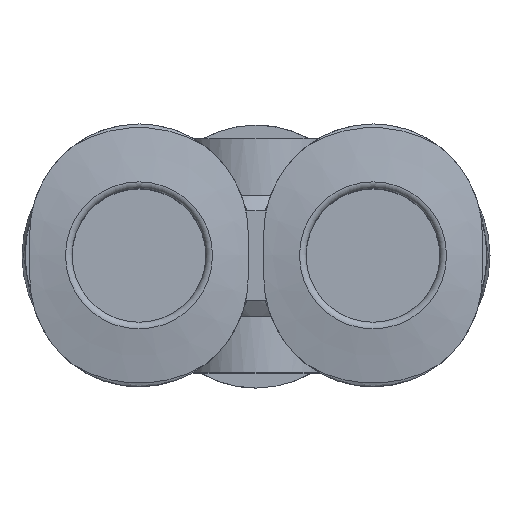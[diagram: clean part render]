
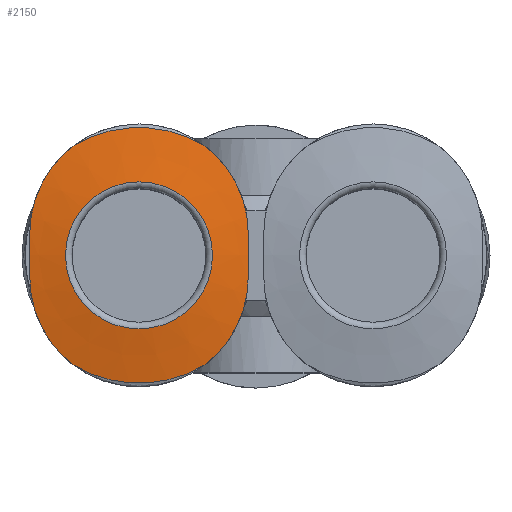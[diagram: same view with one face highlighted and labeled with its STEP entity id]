
A CAD part, top view. The second image highlights one B-rep face of the part: STEP entity #2150.
In plain terms, the highlighted conical face has half-angle 80 degrees and reference radius 3.3 mm.
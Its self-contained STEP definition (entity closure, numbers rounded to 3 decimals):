
#48=CONICAL_SURFACE('',#2338,3.3,1.396);
#154=B_SPLINE_CURVE_WITH_KNOTS('',3,(#3371,#3372,#3373,#3374),
 .UNSPECIFIED.,.F.,.F.,(4,4),(0.002,0.004),
 .UNSPECIFIED.);
#155=B_SPLINE_CURVE_WITH_KNOTS('',3,(#3380,#3381,#3382,#3383),
 .UNSPECIFIED.,.F.,.F.,(4,4),(0.,0.005),
 .UNSPECIFIED.);
#156=B_SPLINE_CURVE_WITH_KNOTS('',3,(#3387,#3388,#3389,#3390),
 .UNSPECIFIED.,.F.,.F.,(4,4),(0.,0.005),
 .UNSPECIFIED.);
#159=B_SPLINE_CURVE_WITH_KNOTS('',3,(#3402,#3403,#3404,#3405),
 .UNSPECIFIED.,.F.,.F.,(4,4),(0.002,0.004),
 .UNSPECIFIED.);
#160=B_SPLINE_CURVE_WITH_KNOTS('',3,(#3409,#3410,#3411,#3412),
 .UNSPECIFIED.,.F.,.F.,(4,4),(0.,0.005),
 .UNSPECIFIED.);
#163=B_SPLINE_CURVE_WITH_KNOTS('',3,(#3424,#3425,#3426,#3427),
 .UNSPECIFIED.,.F.,.F.,(4,4),(0.,0.005),
 .UNSPECIFIED.);
#593=ORIENTED_EDGE('',*,*,#814,.F.);
#594=ORIENTED_EDGE('',*,*,#802,.F.);
#595=ORIENTED_EDGE('',*,*,#797,.F.);
#596=ORIENTED_EDGE('',*,*,#810,.F.);
#597=ORIENTED_EDGE('',*,*,#815,.F.);
#598=ORIENTED_EDGE('',*,*,#807,.F.);
#599=ORIENTED_EDGE('',*,*,#805,.F.);
#600=ORIENTED_EDGE('',*,*,#800,.F.);
#601=ORIENTED_EDGE('',*,*,#813,.T.);
#797=EDGE_CURVE('',#954,#955,#154,.T.);
#800=EDGE_CURVE('',#956,#957,#155,.T.);
#802=EDGE_CURVE('',#955,#958,#156,.T.);
#805=EDGE_CURVE('',#957,#960,#159,.T.);
#807=EDGE_CURVE('',#960,#961,#160,.T.);
#810=EDGE_CURVE('',#963,#954,#163,.T.);
#813=EDGE_CURVE('',#966,#966,#1053,.T.);
#814=EDGE_CURVE('',#958,#956,#1054,.T.);
#815=EDGE_CURVE('',#961,#963,#1055,.T.);
#954=VERTEX_POINT('',#3375);
#955=VERTEX_POINT('',#3376);
#956=VERTEX_POINT('',#3384);
#957=VERTEX_POINT('',#3385);
#958=VERTEX_POINT('',#3391);
#960=VERTEX_POINT('',#3406);
#961=VERTEX_POINT('',#3413);
#963=VERTEX_POINT('',#3423);
#966=VERTEX_POINT('',#3436);
#1053=CIRCLE('',#2333,3.3);
#1054=CIRCLE('',#2335,5.735);
#1055=CIRCLE('',#2337,5.735);
#1194=EDGE_LOOP('',(#593,#594,#595,#596,#597,#598,#599,#600));
#1195=EDGE_LOOP('',(#601));
#1338=FACE_BOUND('',#1194,.T.);
#1339=FACE_BOUND('',#1195,.T.);
#2150=ADVANCED_FACE('',(#1338,#1339),#48,.T.);
#2333=AXIS2_PLACEMENT_3D('',#3435,#2722,#2723);
#2335=AXIS2_PLACEMENT_3D('',#3438,#2726,#2727);
#2337=AXIS2_PLACEMENT_3D('',#3440,#2730,#2731);
#2338=AXIS2_PLACEMENT_3D('',#3441,#2732,#2733);
#2722=DIRECTION('',(0.,0.,-1.));
#2723=DIRECTION('',(-1.,0.,0.));
#2726=DIRECTION('',(0.,0.,-1.));
#2727=DIRECTION('',(-1.,0.,0.));
#2730=DIRECTION('',(0.,0.,-1.));
#2731=DIRECTION('',(-1.,0.,0.));
#2732=DIRECTION('',(0.,0.,-1.));
#2733=DIRECTION('',(-1.,0.,0.));
#3371=CARTESIAN_POINT('',(-10.15,-1.,14.));
#3372=CARTESIAN_POINT('',(-10.15,-0.333,14.024));
#3373=CARTESIAN_POINT('',(-10.15,0.333,14.024));
#3374=CARTESIAN_POINT('',(-10.15,1.,14.));
#3375=CARTESIAN_POINT('',(-10.15,-1.,14.));
#3376=CARTESIAN_POINT('',(-10.15,1.,14.));
#3380=CARTESIAN_POINT('',(-2.335,4.939,13.871));
#3381=CARTESIAN_POINT('',(-1.099,4.024,13.899));
#3382=CARTESIAN_POINT('',(-0.35,2.537,13.946));
#3383=CARTESIAN_POINT('',(-0.35,1.,14.));
#3384=CARTESIAN_POINT('',(-2.335,4.939,13.871));
#3385=CARTESIAN_POINT('',(-0.35,1.,14.));
#3387=CARTESIAN_POINT('',(-10.15,1.,14.));
#3388=CARTESIAN_POINT('',(-10.15,2.538,13.946));
#3389=CARTESIAN_POINT('',(-9.401,4.024,13.899));
#3390=CARTESIAN_POINT('',(-8.165,4.939,13.871));
#3391=CARTESIAN_POINT('',(-8.165,4.939,13.871));
#3402=CARTESIAN_POINT('',(-0.35,1.,14.));
#3403=CARTESIAN_POINT('',(-0.35,0.333,14.024));
#3404=CARTESIAN_POINT('',(-0.35,-0.333,14.024));
#3405=CARTESIAN_POINT('',(-0.35,-1.,14.));
#3406=CARTESIAN_POINT('',(-0.35,-1.,14.));
#3409=CARTESIAN_POINT('',(-0.35,-1.,14.));
#3410=CARTESIAN_POINT('',(-0.35,-2.538,13.946));
#3411=CARTESIAN_POINT('',(-1.099,-4.024,13.899));
#3412=CARTESIAN_POINT('',(-2.335,-4.939,13.871));
#3413=CARTESIAN_POINT('',(-2.335,-4.939,13.871));
#3423=CARTESIAN_POINT('',(-8.165,-4.939,13.871));
#3424=CARTESIAN_POINT('',(-8.165,-4.939,13.871));
#3425=CARTESIAN_POINT('',(-9.401,-4.024,13.899));
#3426=CARTESIAN_POINT('',(-10.15,-2.537,13.946));
#3427=CARTESIAN_POINT('',(-10.15,-1.,14.));
#3435=CARTESIAN_POINT('',(-5.25,0.,14.3));
#3436=CARTESIAN_POINT('',(-8.55,0.,14.3));
#3438=CARTESIAN_POINT('',(-5.25,0.,13.871));
#3440=CARTESIAN_POINT('',(-5.25,0.,13.871));
#3441=CARTESIAN_POINT('',(-5.25,0.,14.3));
